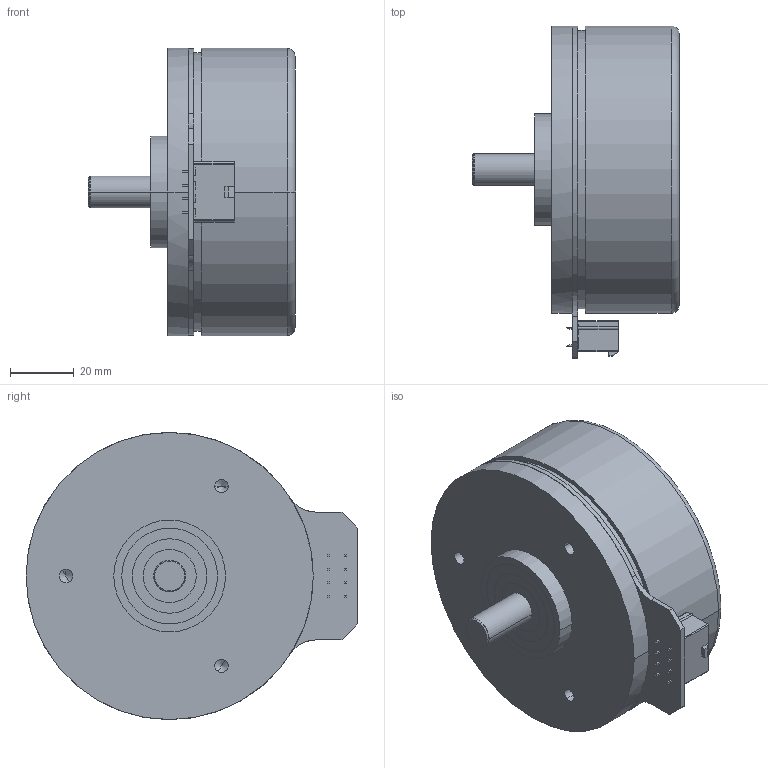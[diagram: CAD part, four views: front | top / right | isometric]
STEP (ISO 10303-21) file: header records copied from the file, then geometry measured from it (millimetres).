
FILE_DESCRIPTION((''),'2;1');
FILE_NAME('4559047','2019-02-25T',('mmagvisi'),(''),'CREO PARAMETRIC BY PTC INC, 2017300','CREO PARAMETRIC BY PTC INC, 2017300','');
FILE_SCHEMA(('CONFIG_CONTROL_DESIGN'));
Length unit declared in the file: millimetre
Products named in the file (1): 4559047
Bounding box: 65 x 104 x 90 mm (x, y, z)
Volume: 257560.5 mm3; surface area: 30608.2 mm2
Topology: 1 solids, 1 shells, 372 faces, 1006 edges, 660 vertices
Faces by surface type: plane 270, cylinder 86, cone 10, torus 6
Entity records: 15434 total; most frequent: CARTESIAN_POINT 2032, ORIENTED_EDGE 2000, DIRECTION 1936, PRESENTATION_STYLE_ASSIGNMENT 1097, STYLED_ITEM 1097, CURVE_STYLE 1000, EDGE_CURVE 1000, VECTOR 808
